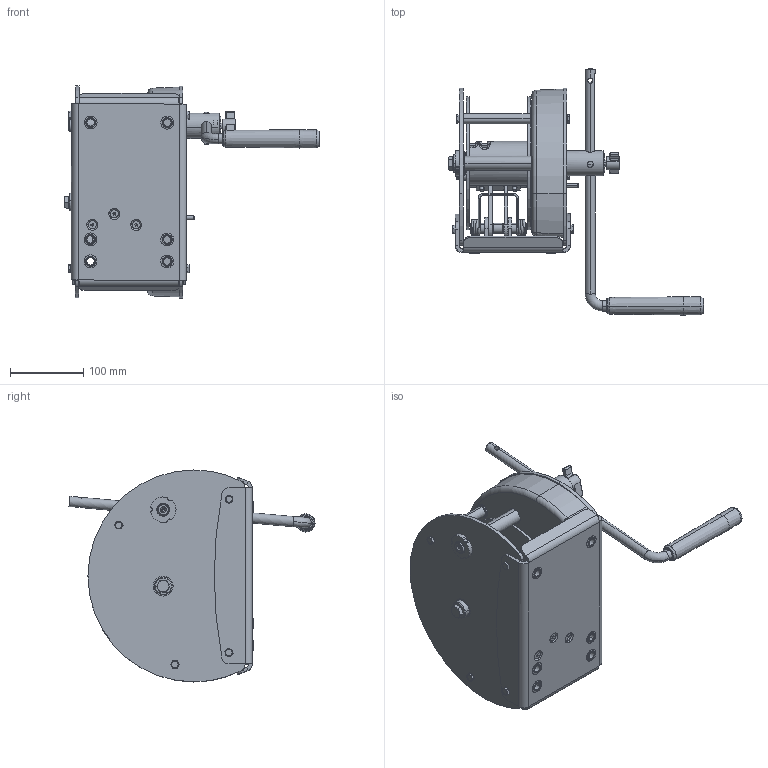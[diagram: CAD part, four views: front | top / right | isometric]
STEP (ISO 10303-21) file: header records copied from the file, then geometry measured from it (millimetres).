
FILE_DESCRIPTION (( 'STEP AP203' ), '1' );
FILE_NAME ('SL3795 CW700.STEP', '2024-09-05T06:14:29', ( '' ), ( '' ), 'SwSTEP 2.0', 'SolidWorks 2023', '' );
FILE_SCHEMA (( 'CONFIG_CONTROL_DESIGN' ));
Length unit declared in the file: millimetre
Products named in the file (56): SL3692 aandrijfas; SL3665 trommelflens; SL3103 lagerbus; SL3650 zijplaat R; SL3691 Afstandstuk; SL8350 Torsieveer; SL2035 GFM-1618-12; SL0339 grip; socket set screw cup point_am_B18.3.6M - M6 x 1.0 x 8 Hex Socket Type I Cup Pt. SS --N; SL3668 veerhouder; SL3616 kabelklem; SL2037 slingerkop_met extra gat rd 4; SL3003 Remveer; SL3671 Tandwiel M3 Z59_ISO - Spur gear 3M 59T 20PA 15FW ---S59A75H50L25.0N; SL3669 vulpalring; SL3621 slinger_met FS gaten; SL3655 Beschermkap; SL1030 Sam kabelaandrukker_Console lier; SL3620 Sam slinger; SL3795 CW700; blindklinkmoer M10 080338; socket button head cap screw_am_B18.3.4M - 6 x 1.0 x 20 SBHCS --N; SL3663 pal; SL3632 drukstripplaat_TL1000-1500; SL3630 Bevestigingsplaat; SL2040 GFM-2427-07; SL3660 trommelflens_70gr flens; SL3698 slingerpen; SL1034 Sam arm kort_CW700; formed hex screw_am_B18.2.3.2M - Formed hex screw, M6 x 1.0 x 10 --10WN; SL2078 vleugelschroef; SL3011_remplaat; SL8372 Arm kort; socket countersunk head screw_am_B18.3.5M - 8 x 1.25 x 20 Socket FCHS  -- 20N; SL3652 Zijplaat L; SL3657 slingerbevestiging; SL1037 Drukstrip_Console lier; SL1031 Sam arm lang_Console lier; SL2039 GFM-3539-07; SL3654 trommelas ...
Assembly tree (81 placements, depth 4):
  SL3795 CW700
    SL3670 Sam zijplaat R
      SL3650 zijplaat R
      SL3668 veerhouder  x2
      SL3698 slingerpen
    SL3653 Sam zijplaat L
      SL3652 Zijplaat L
      SL2001 lagerflens
    SL3656 Sam trommel
      SL3654 trommelas
      SL3660 trommelflens_70gr flens
      SL3665 trommelflens
      SL3671 Tandwiel M3 Z59_ISO - Spur gear 3M 59T 20PA 15FW ---S59A75H50L25.0N
      SL3617 Vulring  x2
      SL3616 kabelklem
    SL2035 GFM-1618-12
    SL2039 GFM-3539-07
    SL3692 aandrijfas
    SL3011_remplaat
    SL3014_remschijf_TL  x2
    SL3075 sam palwiel
      SL1202_palwiel_250
      SL3103 lagerbus
    SL2037 slingerkop_met extra gat rd 4
    SL3003 Remveer
    SL3620 Sam slinger
      SL3621 slinger_met FS gaten
      SL0339 grip
      SL3698 slingerpen
    SL3694 Onderplaat
    SL3691 Afstandstuk  x2
    SL3655 Beschermkap
    SL3666 palas
    SL3664 Sam pal
      SL3663 pal
      SL3669 vulpalring
    SL2040 GFM-2427-07  x2
    SL3657 slingerbevestiging
    ISO 4017 - M10 x 20-N_ISO 4017 - M10 x 20-N
    blindklinkmoer M10 080338  x6
    SL2078 vleugelschroef
    DIN 6905-11-FSt_DIN 6905-11-FSt  x2
    SL1030 Sam kabelaandrukker_Console lier
      SL1034 Sam arm kort_CW700
        SL8372 Arm kort  x2
        SL3630 Bevestigingsplaat
      SL1031 Sam arm lang_Console lier
        SL3632 drukstripplaat_TL1000-1500
        SL3631 Arm lang  x2
      SL8350 Torsieveer
      SL1036 scharnieras_Console lier
      SL1037 Drukstrip_Console lier
    formed hex screw_am_B18.2.3.2M - Formed hex screw, M6 x 1.0 x 10 --10WN  x8
    socket button head cap screw_am_B18.3.4M - 6 x 1.0 x 20 SBHCS --N  x2
    socket set screw cup point_am_B18.3.6M - M6 x 1.0 x 8 Hex Socket Type I Cup Pt. SS --N
    socket countersunk head screw_am_B18.3.5M - 8 x 1.25 x 20 Socket FCHS  -- 20N
    socket countersunk head screw_am_B18.3.5M - 6 x 1.0 x 12 Socket FCHS  -- 12N  x5
Bounding box: 349.02 x 336.79 x 290.17 mm (x, y, z)
Volume: 2159206 mm3; surface area: 887354.8 mm2
Topology: 72 solids, 72 shells, 2290 faces, 5707 edges, 3588 vertices
Faces by surface type: cylinder 1207, plane 654, cone 301, torus 60, bspline 60, sphere 8
Entity records: 72641 total; most frequent: CARTESIAN_POINT 20953, DIRECTION 10387, ORIENTED_EDGE 9022, EDGE_CURVE 4511, AXIS2_PLACEMENT_3D 4249, VERTEX_POINT 2899, CIRCLE 2442, EDGE_LOOP 1996
